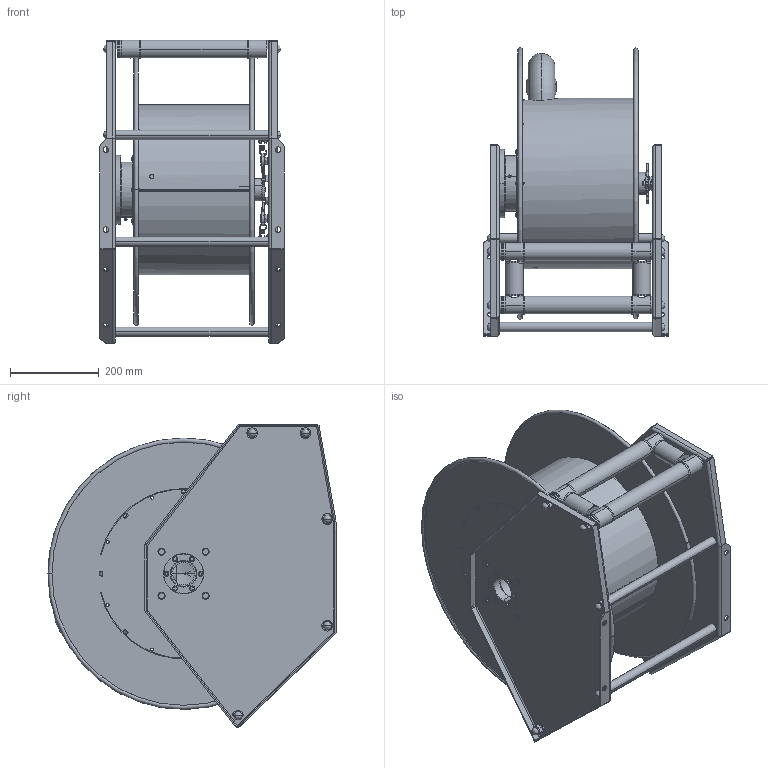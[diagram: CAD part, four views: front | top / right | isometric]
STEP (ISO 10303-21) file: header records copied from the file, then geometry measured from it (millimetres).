
FILE_DESCRIPTION((''),'2;1');
FILE_NAME('520_007_A_ASM','2017-09-18T',('CAD-01'),('CDM'),'PRO/ENGINEER BY PARAMETRIC TECHNOLOGY CORPORATION, 2015030','PRO/ENGINEER BY PARAMETRIC TECHNOLOGY CORPORATION, 2015030','');
FILE_SCHEMA(('CONFIG_CONTROL_DESIGN'));
Length unit declared in the file: millimetre
Products named in the file (1): 520_007_A_ASM
Bounding box: 414.5 x 648 x 683.43 mm (x, y, z)
Surface area: 3272795.5 mm2 (no closed solid volume)
Topology: 0 solids, 175 shells, 765 faces, 2873 edges, 2181 vertices
Faces by surface type: plane 327, cylinder 262, cone 114, sphere 24, bspline 22, torus 16
Entity records: 43863 total; most frequent: CARTESIAN_POINT 14200, DIRECTION 4902, ORIENTED_EDGE 3876, EDGE_CURVE 2845, VERTEX_POINT 2181, AXIS2_PLACEMENT_3D 1925, CIRCLE 1181, VECTOR 1052
